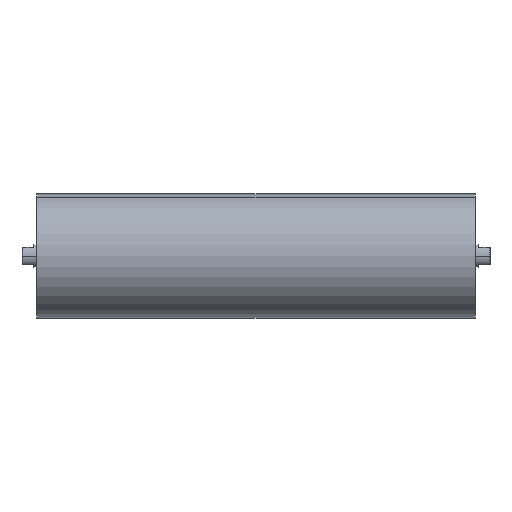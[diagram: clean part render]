
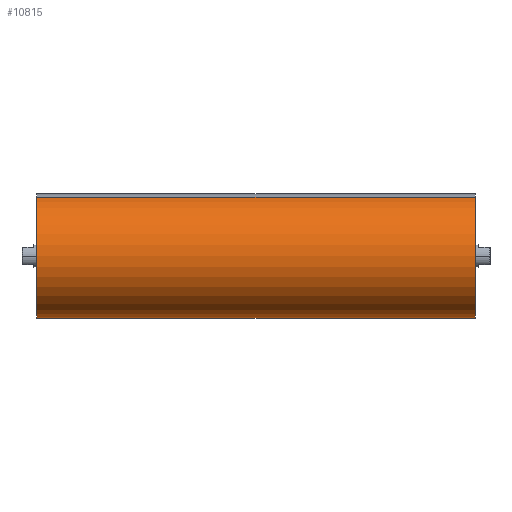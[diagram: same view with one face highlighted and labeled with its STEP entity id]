
A CAD part, front view. The second image highlights one B-rep face of the part: STEP entity #10815.
In plain terms, the highlighted cylindrical face has radius 54 mm (diameter 108 mm), a partial arc.
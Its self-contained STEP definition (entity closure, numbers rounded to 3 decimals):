
#434 = CARTESIAN_POINT ( 'NONE',  ( 380., 18.283, -50.811 ) ) ;
#777 = ORIENTED_EDGE ( 'NONE', *, *, #16510, .F. ) ;
#1925 = EDGE_LOOP ( 'NONE', ( #19225, #777, #18989, #7614 ) ) ;
#2772 = DIRECTION ( 'NONE',  ( 0., 0.339, -0.941 ) ) ;
#3001 = CARTESIAN_POINT ( 'NONE',  ( 380., 18.283, -50.811 ) ) ;
#3567 = DIRECTION ( 'NONE',  ( 1., 0., 0. ) ) ;
#3790 = DIRECTION ( 'NONE',  ( 0., 0.339, -0.941 ) ) ;
#5011 = CARTESIAN_POINT ( 'NONE',  ( 380., -18.283, 50.811 ) ) ;
#6048 = AXIS2_PLACEMENT_3D ( 'NONE', #12532, #3567, #3790 ) ;
#6208 = CYLINDRICAL_SURFACE ( 'NONE', #10373, 54. ) ;
#7138 = CIRCLE ( 'NONE', #20154, 54. ) ;
#7614 = ORIENTED_EDGE ( 'NONE', *, *, #8579, .T. ) ;
#7620 = VECTOR ( 'NONE', #11837, 1000. ) ;
#7756 = CARTESIAN_POINT ( 'NONE',  ( 0., 18.283, -50.811 ) ) ;
#7864 = EDGE_CURVE ( 'NONE', #21692, #8011, #20471, .T. ) ;
#8010 = DIRECTION ( 'NONE',  ( -1., 0., 0. ) ) ;
#8011 = VERTEX_POINT ( 'NONE', #7756 ) ;
#8579 = EDGE_CURVE ( 'NONE', #20252, #8011, #7138, .T. ) ;
#10373 = AXIS2_PLACEMENT_3D ( 'NONE', #19915, #8010, #20025 ) ;
#10815 = ADVANCED_FACE ( 'NONE', ( #12788 ), #6208, .T. ) ;
#11015 = CARTESIAN_POINT ( 'NONE',  ( 0., 0., 0. ) ) ;
#11837 = DIRECTION ( 'NONE',  ( -1., 0., 0. ) ) ;
#12532 = CARTESIAN_POINT ( 'NONE',  ( 380., 0., 0. ) ) ;
#12788 = FACE_OUTER_BOUND ( 'NONE', #1925, .T. ) ;
#13150 = CARTESIAN_POINT ( 'NONE',  ( 380., -18.283, 50.811 ) ) ;
#14797 = CARTESIAN_POINT ( 'NONE',  ( 0., -18.283, 50.811 ) ) ;
#14977 = LINE ( 'NONE', #5011, #7620 ) ;
#15391 = DIRECTION ( 'NONE',  ( -1., 0., 0. ) ) ;
#16504 = DIRECTION ( 'NONE',  ( 1., 0., 0. ) ) ;
#16510 = EDGE_CURVE ( 'NONE', #17410, #21692, #22357, .T. ) ;
#17410 = VERTEX_POINT ( 'NONE', #13150 ) ;
#18230 = EDGE_CURVE ( 'NONE', #17410, #20252, #14977, .T. ) ;
#18989 = ORIENTED_EDGE ( 'NONE', *, *, #18230, .T. ) ;
#19225 = ORIENTED_EDGE ( 'NONE', *, *, #7864, .F. ) ;
#19915 = CARTESIAN_POINT ( 'NONE',  ( 380., 0., 0. ) ) ;
#20025 = DIRECTION ( 'NONE',  ( 0., -0.339, 0.941 ) ) ;
#20154 = AXIS2_PLACEMENT_3D ( 'NONE', #11015, #16504, #2772 ) ;
#20252 = VERTEX_POINT ( 'NONE', #14797 ) ;
#20471 = LINE ( 'NONE', #3001, #22300 ) ;
#21692 = VERTEX_POINT ( 'NONE', #434 ) ;
#22300 = VECTOR ( 'NONE', #15391, 1000. ) ;
#22357 = CIRCLE ( 'NONE', #6048, 54. ) ;
